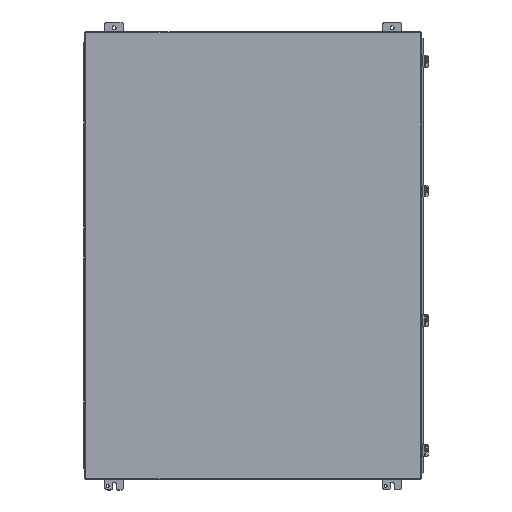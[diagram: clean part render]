
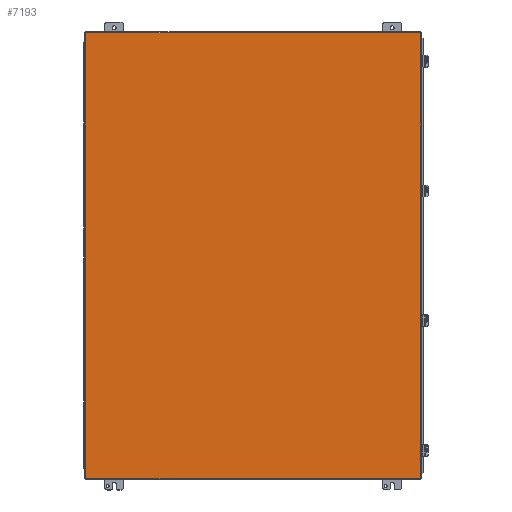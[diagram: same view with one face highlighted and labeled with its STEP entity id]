
A CAD part, top view. The second image highlights one B-rep face of the part: STEP entity #7193.
In plain terms, the highlighted planar face has unit normal (0, 0, 1).
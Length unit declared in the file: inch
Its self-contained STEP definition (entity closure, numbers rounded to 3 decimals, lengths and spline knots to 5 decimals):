
#6203=CARTESIAN_POINT('',(36.2204,0.0896,0.074));
#6204=VERTEX_POINT('',#6203);
#6215=CARTESIAN_POINT('',(0.0896,0.0896,0.074));
#6216=VERTEX_POINT('',#6215);
#6217=CARTESIAN_POINT('',(0.0896,0.0896,0.074));
#6218=DIRECTION('',(1.0,0.0,0.0));
#6219=VECTOR('',#6218,36.1308);
#6220=LINE('',#6217,#6219);
#6221=EDGE_CURVE('',#6216,#6204,#6220,.T.);
#6493=CARTESIAN_POINT('',(0.0896,48.2204,0.074));
#6494=VERTEX_POINT('',#6493);
#6495=CARTESIAN_POINT('',(0.0896,48.2204,0.074));
#6496=DIRECTION('',(0.0,-1.0,0.0));
#6497=VECTOR('',#6496,48.1308);
#6498=LINE('',#6495,#6497);
#6499=EDGE_CURVE('',#6494,#6216,#6498,.T.);
#6745=CARTESIAN_POINT('',(36.2204,48.2204,0.074));
#6746=VERTEX_POINT('',#6745);
#6757=CARTESIAN_POINT('',(36.2204,0.0896,0.074));
#6758=DIRECTION('',(0.0,1.0,0.0));
#6759=VECTOR('',#6758,48.1308);
#6760=LINE('',#6757,#6759);
#6761=EDGE_CURVE('',#6204,#6746,#6760,.T.);
#6933=CARTESIAN_POINT('',(36.2204,48.2204,0.074));
#6934=DIRECTION('',(-1.0,0.0,0.0));
#6935=VECTOR('',#6934,36.1308);
#6936=LINE('',#6933,#6935);
#6937=EDGE_CURVE('',#6746,#6494,#6936,.T.);
#7182=CARTESIAN_POINT('',(18.155,24.155,0.074));
#7183=DIRECTION('',(0.0,0.0,1.0));
#7184=DIRECTION('',(1.0,0.0,0.0));
#7185=AXIS2_PLACEMENT_3D('',#7182,#7183,#7184);
#7186=PLANE('',#7185);
#7187=ORIENTED_EDGE('',*,*,#6221,.T.);
#7188=ORIENTED_EDGE('',*,*,#6761,.T.);
#7189=ORIENTED_EDGE('',*,*,#6937,.T.);
#7190=ORIENTED_EDGE('',*,*,#6499,.T.);
#7191=EDGE_LOOP('',(#7187,#7188,#7189,#7190));
#7192=FACE_OUTER_BOUND('',#7191,.T.);
#7193=ADVANCED_FACE('',(#7192),#7186,.T.);
